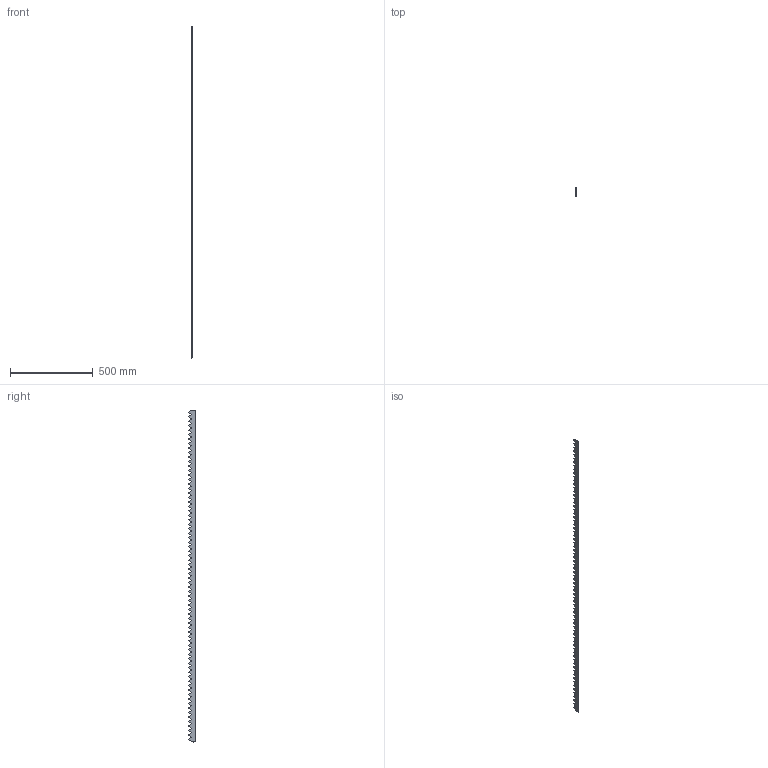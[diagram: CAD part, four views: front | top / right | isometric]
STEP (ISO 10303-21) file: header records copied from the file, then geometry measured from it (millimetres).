
FILE_DESCRIPTION (( 'STEP AP203' ), '1' );
FILE_NAME ('2080.STEP', '2022-04-29T12:01:20', ( '' ), ( '' ), 'SwSTEP 2.0', 'SolidWorks 2018', '' );
FILE_SCHEMA (( 'CONFIG_CONTROL_DESIGN' ));
Length unit declared in the file: millimetre
Products named in the file (1): 2080
Bounding box: 3 x 44.94 x 2000 mm (x, y, z)
Volume: 209943.9 mm3; surface area: 156996.3 mm2
Topology: 1 solids, 1 shells, 470 faces, 1347 edges, 898 vertices
Faces by surface type: plane 233, cylinder 148, bspline 89
Entity records: 20462 total; most frequent: CARTESIAN_POINT 8397, ORIENTED_EDGE 2694, DIRECTION 2229, EDGE_CURVE 1347, VERTEX_POINT 898, VECTOR 873, LINE 873, AXIS2_PLACEMENT_3D 678
